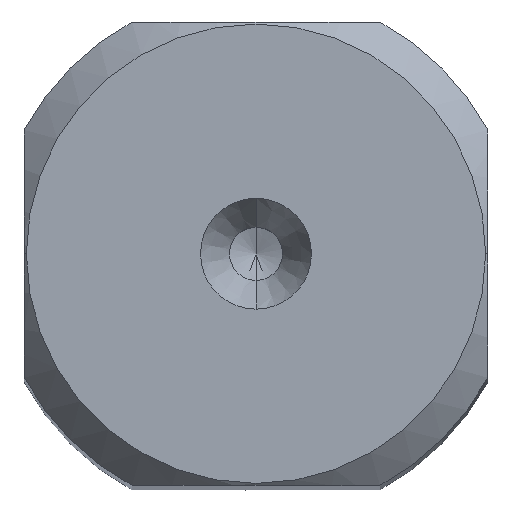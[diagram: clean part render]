
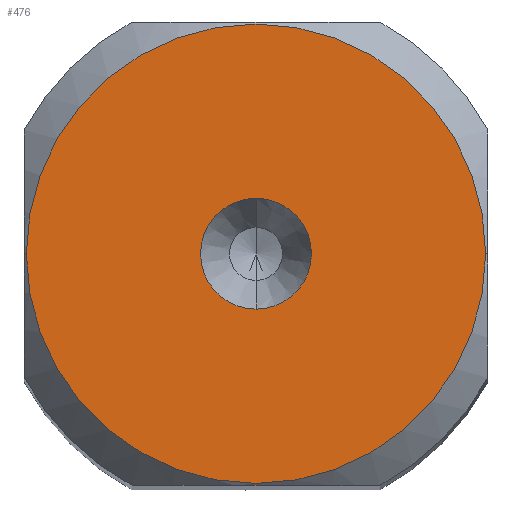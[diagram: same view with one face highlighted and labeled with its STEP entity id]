
A CAD part, top view. The second image highlights one B-rep face of the part: STEP entity #476.
In plain terms, the highlighted planar face has unit normal (0, 0, 1).
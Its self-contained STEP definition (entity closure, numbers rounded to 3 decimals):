
#476=ADVANCED_FACE('',(#594,#595),#566,.T.);
#566=PLANE('',#1776);
#594=FACE_BOUND('',#602,.T.);
#595=FACE_BOUND('',#603,.T.);
#602=EDGE_LOOP('',(#696,#697,#698,#699));
#603=EDGE_LOOP('',(#700,#701));
#696=ORIENTED_EDGE('',*,*,#1371,.T.);
#697=ORIENTED_EDGE('',*,*,#1372,.T.);
#698=ORIENTED_EDGE('',*,*,#1373,.T.);
#699=ORIENTED_EDGE('',*,*,#1374,.T.);
#700=ORIENTED_EDGE('',*,*,#1375,.T.);
#701=ORIENTED_EDGE('',*,*,#1376,.T.);
#1202=VERTEX_POINT('',#2437);
#1203=VERTEX_POINT('',#2438);
#1204=VERTEX_POINT('',#2440);
#1205=VERTEX_POINT('',#2442);
#1206=VERTEX_POINT('',#2445);
#1207=VERTEX_POINT('',#2446);
#1371=EDGE_CURVE('',#1202,#1203,#1624,.T.);
#1372=EDGE_CURVE('',#1203,#1204,#1625,.T.);
#1373=EDGE_CURVE('',#1204,#1205,#1626,.T.);
#1374=EDGE_CURVE('',#1205,#1202,#1627,.T.);
#1375=EDGE_CURVE('',#1206,#1207,#1628,.T.);
#1376=EDGE_CURVE('',#1207,#1206,#1629,.T.);
#1624=CIRCLE('',#1770,6.938);
#1625=CIRCLE('',#1771,6.938);
#1626=CIRCLE('',#1772,6.938);
#1627=CIRCLE('',#1773,6.938);
#1628=CIRCLE('',#1774,1.675);
#1629=CIRCLE('',#1775,1.675);
#1770=AXIS2_PLACEMENT_3D('',#2436,#1967,#1968);
#1771=AXIS2_PLACEMENT_3D('',#2439,#1969,#1970);
#1772=AXIS2_PLACEMENT_3D('',#2441,#1971,#1972);
#1773=AXIS2_PLACEMENT_3D('',#2443,#1973,#1974);
#1774=AXIS2_PLACEMENT_3D('',#2444,#1975,#1976);
#1775=AXIS2_PLACEMENT_3D('',#2447,#1977,#1978);
#1776=AXIS2_PLACEMENT_3D('',#2448,#1979,#1980);
#1967=DIRECTION('',(0.,0.,1.));
#1968=DIRECTION('',(0.,1.,0.));
#1969=DIRECTION('',(0.,0.,1.));
#1970=DIRECTION('',(-1.,0.,0.));
#1971=DIRECTION('',(0.,0.,1.));
#1972=DIRECTION('',(0.,-1.,0.));
#1973=DIRECTION('',(0.,0.,1.));
#1974=DIRECTION('',(1.,0.,0.));
#1975=DIRECTION('',(0.,0.,-1.));
#1976=DIRECTION('',(0.,1.,0.));
#1977=DIRECTION('',(0.,0.,-1.));
#1978=DIRECTION('',(0.,-1.,0.));
#1979=DIRECTION('',(0.,0.,1.));
#1980=DIRECTION('',(-1.,0.,0.));
#2436=CARTESIAN_POINT('',(0.,0.,0.));
#2437=CARTESIAN_POINT('',(0.,6.938,0.));
#2438=CARTESIAN_POINT('',(-6.938,0.,0.));
#2439=CARTESIAN_POINT('',(0.,0.,0.));
#2440=CARTESIAN_POINT('',(0.,-6.938,0.));
#2441=CARTESIAN_POINT('',(0.,0.,0.));
#2442=CARTESIAN_POINT('',(6.938,0.,0.));
#2443=CARTESIAN_POINT('',(0.,0.,0.));
#2444=CARTESIAN_POINT('',(0.,0.,0.));
#2445=CARTESIAN_POINT('',(0.,1.675,0.));
#2446=CARTESIAN_POINT('',(0.,-1.675,0.));
#2447=CARTESIAN_POINT('',(0.,0.,0.));
#2448=CARTESIAN_POINT('',(0.,0.001,0.));
